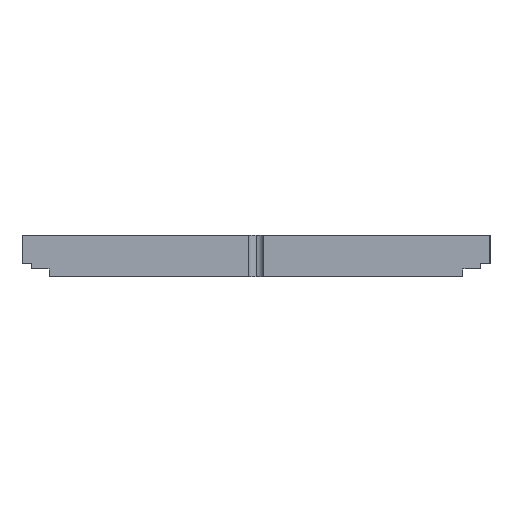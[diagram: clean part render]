
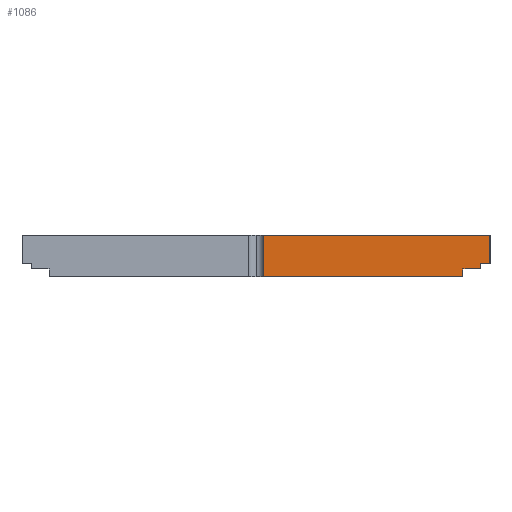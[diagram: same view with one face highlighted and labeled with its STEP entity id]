
A CAD part, left-side view. The second image highlights one B-rep face of the part: STEP entity #1086.
In plain terms, the highlighted planar face has unit normal (-1, 0, 0).
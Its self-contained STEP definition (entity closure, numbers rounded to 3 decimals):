
#127 = CARTESIAN_POINT ( 'NONE',  ( 0., -46.5, 8. ) ) ;
#136 = ORIENTED_EDGE ( 'NONE', *, *, #1838, .F. ) ;
#316 = VECTOR ( 'NONE', #3602, 1000. ) ;
#401 = LINE ( 'NONE', #3086, #1766 ) ;
#635 = ORIENTED_EDGE ( 'NONE', *, *, #3864, .F. ) ;
#667 = VERTEX_POINT ( 'NONE', #3376 ) ;
#714 = CARTESIAN_POINT ( 'NONE',  ( 0., -3., 0. ) ) ;
#755 = VECTOR ( 'NONE', #3020, 1000. ) ;
#778 = VERTEX_POINT ( 'NONE', #714 ) ;
#877 = LINE ( 'NONE', #2719, #3167 ) ;
#973 = EDGE_CURVE ( 'NONE', #2796, #2010, #3739, .T. ) ;
#1075 = CARTESIAN_POINT ( 'NONE',  ( 0., -44.7, 2.5 ) ) ;
#1085 = ORIENTED_EDGE ( 'NONE', *, *, #1184, .F. ) ;
#1086 = ADVANCED_FACE ( 'NONE', ( #2925 ), #2405, .T. ) ;
#1184 = EDGE_CURVE ( 'NONE', #2966, #3767, #1461, .T. ) ;
#1221 = CARTESIAN_POINT ( 'NONE',  ( 0., -44.7, 2.5 ) ) ;
#1222 = AXIS2_PLACEMENT_3D ( 'NONE', #127, #2984, #2701 ) ;
#1290 = EDGE_CURVE ( 'NONE', #778, #1531, #2241, .T. ) ;
#1461 = LINE ( 'NONE', #2443, #2633 ) ;
#1516 = DIRECTION ( 'NONE',  ( 0., 0., -1. ) ) ;
#1531 = VERTEX_POINT ( 'NONE', #2325 ) ;
#1536 = EDGE_CURVE ( 'NONE', #2796, #1531, #401, .T. ) ;
#1585 = DIRECTION ( 'NONE',  ( 0., 1., 0. ) ) ;
#1635 = DIRECTION ( 'NONE',  ( 0., 1., 0. ) ) ;
#1668 = LINE ( 'NONE', #4014, #755 ) ;
#1766 = VECTOR ( 'NONE', #1585, 1000. ) ;
#1838 = EDGE_CURVE ( 'NONE', #2384, #2966, #1668, .T. ) ;
#1953 = LINE ( 'NONE', #1221, #3858 ) ;
#1984 = ORIENTED_EDGE ( 'NONE', *, *, #973, .F. ) ;
#2010 = VERTEX_POINT ( 'NONE', #2767 ) ;
#2113 = ORIENTED_EDGE ( 'NONE', *, *, #1290, .F. ) ;
#2163 = CARTESIAN_POINT ( 'NONE',  ( 0., -46.5, 8. ) ) ;
#2175 = VECTOR ( 'NONE', #1516, 1000. ) ;
#2206 = DIRECTION ( 'NONE',  ( 0., 1., 0. ) ) ;
#2241 = LINE ( 'NONE', #3257, #316 ) ;
#2325 = CARTESIAN_POINT ( 'NONE',  ( 0., -3., 8. ) ) ;
#2384 = VERTEX_POINT ( 'NONE', #1075 ) ;
#2405 = PLANE ( 'NONE',  #1222 ) ;
#2443 = CARTESIAN_POINT ( 'NONE',  ( 0., -44.7, 1.5 ) ) ;
#2467 = VECTOR ( 'NONE', #1635, 1000. ) ;
#2495 = CARTESIAN_POINT ( 'NONE',  ( 0., -41.3, 1.5 ) ) ;
#2562 = ORIENTED_EDGE ( 'NONE', *, *, #3980, .F. ) ;
#2633 = VECTOR ( 'NONE', #3394, 1000. ) ;
#2701 = DIRECTION ( 'NONE',  ( 0., 0., 1. ) ) ;
#2719 = CARTESIAN_POINT ( 'NONE',  ( 0., -41.3, 1.5 ) ) ;
#2767 = CARTESIAN_POINT ( 'NONE',  ( 0., -46.5, 2.5 ) ) ;
#2796 = VERTEX_POINT ( 'NONE', #2163 ) ;
#2925 = FACE_OUTER_BOUND ( 'NONE', #3131, .T. ) ;
#2942 = ORIENTED_EDGE ( 'NONE', *, *, #1536, .T. ) ;
#2966 = VERTEX_POINT ( 'NONE', #3832 ) ;
#2984 = DIRECTION ( 'NONE',  ( -1., 0., 0. ) ) ;
#3020 = DIRECTION ( 'NONE',  ( 0., 0., -1. ) ) ;
#3069 = DIRECTION ( 'NONE',  ( 0., 0., -1. ) ) ;
#3086 = CARTESIAN_POINT ( 'NONE',  ( 0., -46.5, 8. ) ) ;
#3131 = EDGE_LOOP ( 'NONE', ( #136, #635, #1984, #2942, #2113, #2562, #3144, #1085 ) ) ;
#3144 = ORIENTED_EDGE ( 'NONE', *, *, #3653, .F. ) ;
#3167 = VECTOR ( 'NONE', #3069, 1000. ) ;
#3213 = LINE ( 'NONE', #3875, #2467 ) ;
#3257 = CARTESIAN_POINT ( 'NONE',  ( 0., -3., 0. ) ) ;
#3376 = CARTESIAN_POINT ( 'NONE',  ( 0., -41.3, 0. ) ) ;
#3394 = DIRECTION ( 'NONE',  ( 0., 1., 0. ) ) ;
#3602 = DIRECTION ( 'NONE',  ( 0., 0., 1. ) ) ;
#3653 = EDGE_CURVE ( 'NONE', #3767, #667, #877, .T. ) ;
#3739 = LINE ( 'NONE', #4120, #2175 ) ;
#3767 = VERTEX_POINT ( 'NONE', #2495 ) ;
#3832 = CARTESIAN_POINT ( 'NONE',  ( 0., -44.7, 1.5 ) ) ;
#3858 = VECTOR ( 'NONE', #2206, 1000. ) ;
#3864 = EDGE_CURVE ( 'NONE', #2010, #2384, #1953, .T. ) ;
#3875 = CARTESIAN_POINT ( 'NONE',  ( 0., -46.5, 0. ) ) ;
#3980 = EDGE_CURVE ( 'NONE', #667, #778, #3213, .T. ) ;
#4014 = CARTESIAN_POINT ( 'NONE',  ( 0., -44.7, 1.5 ) ) ;
#4120 = CARTESIAN_POINT ( 'NONE',  ( 0., -46.5, 8. ) ) ;
